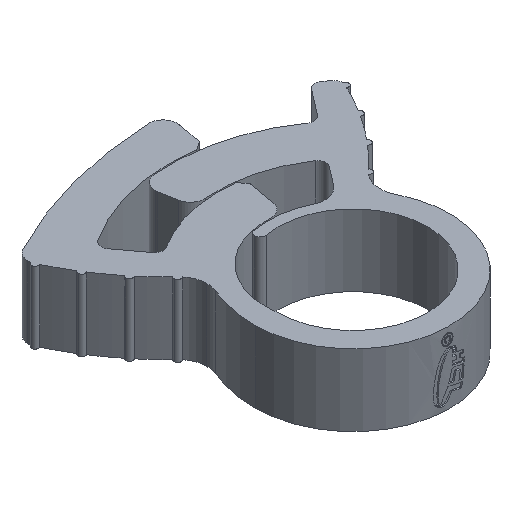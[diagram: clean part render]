
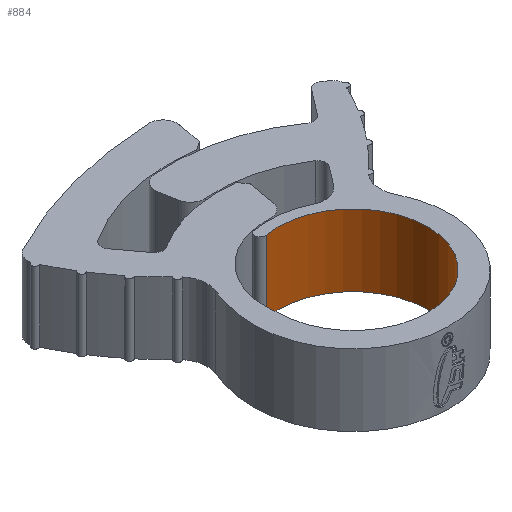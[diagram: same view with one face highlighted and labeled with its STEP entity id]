
A CAD part, isometric view. The second image highlights one B-rep face of the part: STEP entity #884.
In plain terms, the highlighted cylindrical face has radius 5.3 mm (diameter 10.6 mm), a partial arc.
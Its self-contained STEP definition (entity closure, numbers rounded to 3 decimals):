
#235 = CARTESIAN_POINT ( 'NONE',  ( -0.95, 5.214, 2.55 ) ) ;
#799 = EDGE_CURVE ( 'NONE', #5812, #6534, #3861, .T. ) ;
#822 = CARTESIAN_POINT ( 'NONE',  ( 0., 0., 2.55 ) ) ;
#884 = ADVANCED_FACE ( 'NONE', ( #2260 ), #5791, .F. ) ;
#1080 = ORIENTED_EDGE ( 'NONE', *, *, #799, .T. ) ;
#1161 = CARTESIAN_POINT ( 'NONE',  ( -0.95, 5.214, 2.55 ) ) ;
#1452 = ORIENTED_EDGE ( 'NONE', *, *, #4063, .T. ) ;
#1517 = DIRECTION ( 'NONE',  ( 0., 0., -1. ) ) ;
#1536 = VECTOR ( 'NONE', #2789, 1000. ) ;
#1976 = VECTOR ( 'NONE', #6129, 1000. ) ;
#1983 = CARTESIAN_POINT ( 'NONE',  ( -5.3, 0., -2.55 ) ) ;
#2001 = VERTEX_POINT ( 'NONE', #235 ) ;
#2078 = EDGE_LOOP ( 'NONE', ( #1080, #6407, #5597, #1452 ) ) ;
#2260 = FACE_OUTER_BOUND ( 'NONE', #2078, .T. ) ;
#2726 = DIRECTION ( 'NONE',  ( -1., 0., 0. ) ) ;
#2788 = DIRECTION ( 'NONE',  ( 0., 0., -1. ) ) ;
#2789 = DIRECTION ( 'NONE',  ( 0., 0., -1. ) ) ;
#3267 = LINE ( 'NONE', #1161, #1536 ) ;
#3361 = CARTESIAN_POINT ( 'NONE',  ( -5.3, 0., 2.55 ) ) ;
#3575 = AXIS2_PLACEMENT_3D ( 'NONE', #4055, #1517, #4086 ) ;
#3835 = CARTESIAN_POINT ( 'NONE',  ( 0., 0., -2.55 ) ) ;
#3861 = CIRCLE ( 'NONE', #4167, 5.3 ) ;
#4055 = CARTESIAN_POINT ( 'NONE',  ( 0., 0., 2.55 ) ) ;
#4063 = EDGE_CURVE ( 'NONE', #2001, #5812, #3267, .T. ) ;
#4086 = DIRECTION ( 'NONE',  ( -1., 0., 0. ) ) ;
#4135 = CARTESIAN_POINT ( 'NONE',  ( -5.3, 0., 2.55 ) ) ;
#4167 = AXIS2_PLACEMENT_3D ( 'NONE', #3835, #4868, #2726 ) ;
#4853 = CIRCLE ( 'NONE', #3575, 5.3 ) ;
#4868 = DIRECTION ( 'NONE',  ( 0., 0., -1. ) ) ;
#4898 = DIRECTION ( 'NONE',  ( -1., 0., 0. ) ) ;
#5096 = CARTESIAN_POINT ( 'NONE',  ( -0.95, 5.214, -2.55 ) ) ;
#5597 = ORIENTED_EDGE ( 'NONE', *, *, #6329, .F. ) ;
#5759 = AXIS2_PLACEMENT_3D ( 'NONE', #822, #2788, #4898 ) ;
#5791 = CYLINDRICAL_SURFACE ( 'NONE', #5759, 5.3 ) ;
#5811 = EDGE_CURVE ( 'NONE', #6166, #6534, #6096, .T. ) ;
#5812 = VERTEX_POINT ( 'NONE', #5096 ) ;
#6096 = LINE ( 'NONE', #4135, #1976 ) ;
#6129 = DIRECTION ( 'NONE',  ( 0., 0., -1. ) ) ;
#6166 = VERTEX_POINT ( 'NONE', #3361 ) ;
#6329 = EDGE_CURVE ( 'NONE', #2001, #6166, #4853, .T. ) ;
#6407 = ORIENTED_EDGE ( 'NONE', *, *, #5811, .F. ) ;
#6534 = VERTEX_POINT ( 'NONE', #1983 ) ;
